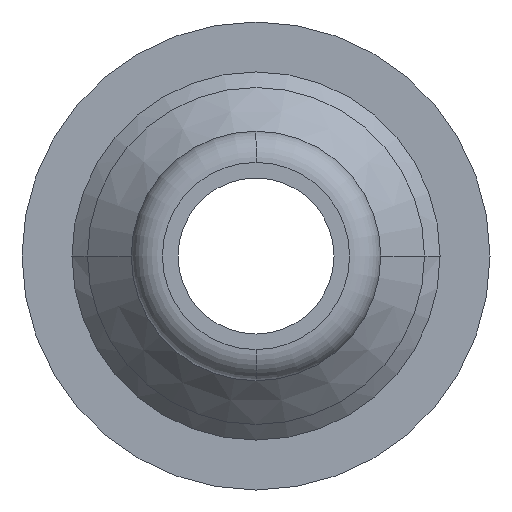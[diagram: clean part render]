
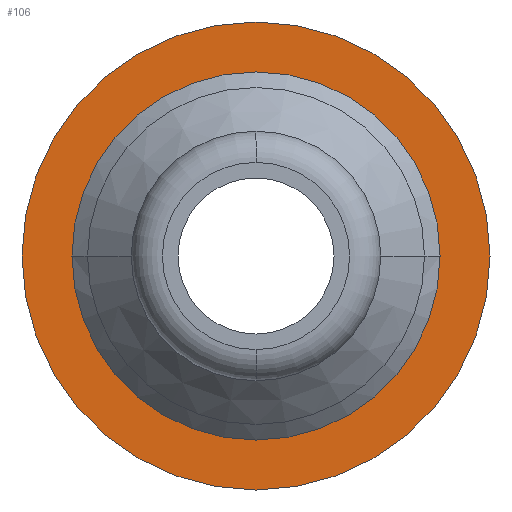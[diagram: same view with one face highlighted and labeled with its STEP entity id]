
A CAD part, front view. The second image highlights one B-rep face of the part: STEP entity #106.
In plain terms, the highlighted planar face has unit normal (0, -1, 0).
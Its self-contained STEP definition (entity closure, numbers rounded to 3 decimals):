
#106=ADVANCED_FACE('',(#247,#248),#249,.T.);
#247=FACE_OUTER_BOUND('',#426,.T.);
#248=FACE_BOUND('',#427,.T.);
#249=PLANE('',#428);
#426=EDGE_LOOP('',(#667,#668));
#427=EDGE_LOOP('',(#669,#670));
#428=AXIS2_PLACEMENT_3D('',#671,#672,#673);
#667=ORIENTED_EDGE('',*,*,#1015,.T.);
#668=ORIENTED_EDGE('',*,*,#1055,.T.);
#669=ORIENTED_EDGE('',*,*,#1056,.F.);
#670=ORIENTED_EDGE('',*,*,#1018,.F.);
#671=CARTESIAN_POINT('',(0.0,24.0,0.0));
#672=DIRECTION('',(0.0,-1.0,0.0));
#673=DIRECTION('',(-1.0,0.0,0.0));
#1015=EDGE_CURVE('',#1191,#1196,#1198,.T.);
#1018=EDGE_CURVE('',#1201,#1203,#1204,.T.);
#1055=EDGE_CURVE('',#1196,#1191,#1260,.T.);
#1056=EDGE_CURVE('',#1203,#1201,#1261,.T.);
#1191=VERTEX_POINT('',#1431);
#1196=VERTEX_POINT('',#1437);
#1198=CIRCLE('',#1440,7.5);
#1201=VERTEX_POINT('',#1443);
#1203=VERTEX_POINT('',#1446);
#1204=CIRCLE('',#1447,5.9);
#1260=CIRCLE('',#1514,7.5);
#1261=CIRCLE('',#1515,5.9);
#1431=CARTESIAN_POINT('',(7.5,24.0,0.0));
#1437=CARTESIAN_POINT('',(-7.5,24.0,0.));
#1440=AXIS2_PLACEMENT_3D('',#1697,#1698,#1699);
#1443=CARTESIAN_POINT('',(5.9,24.0,0.));
#1446=CARTESIAN_POINT('',(-5.9,24.0,0.));
#1447=AXIS2_PLACEMENT_3D('',#1701,#1702,#1703);
#1514=AXIS2_PLACEMENT_3D('',#1763,#1764,#1765);
#1515=AXIS2_PLACEMENT_3D('',#1766,#1767,#1768);
#1697=CARTESIAN_POINT('',(0.0,24.0,0.0));
#1698=DIRECTION('',(0.0,-1.0,0.0));
#1699=DIRECTION('',(1.0,0.0,0.0));
#1701=CARTESIAN_POINT('',(0.0,24.0,0.0));
#1702=DIRECTION('',(0.0,-1.0,0.0));
#1703=DIRECTION('',(1.0,0.0,0.0));
#1763=CARTESIAN_POINT('',(0.0,24.0,0.0));
#1764=DIRECTION('',(0.0,-1.0,0.0));
#1765=DIRECTION('',(1.0,0.0,0.0));
#1766=CARTESIAN_POINT('',(0.0,24.0,0.0));
#1767=DIRECTION('',(0.0,-1.0,0.0));
#1768=DIRECTION('',(1.0,0.0,0.0));
